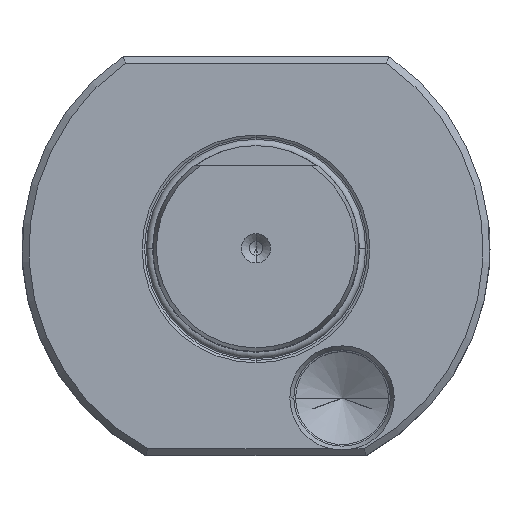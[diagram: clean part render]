
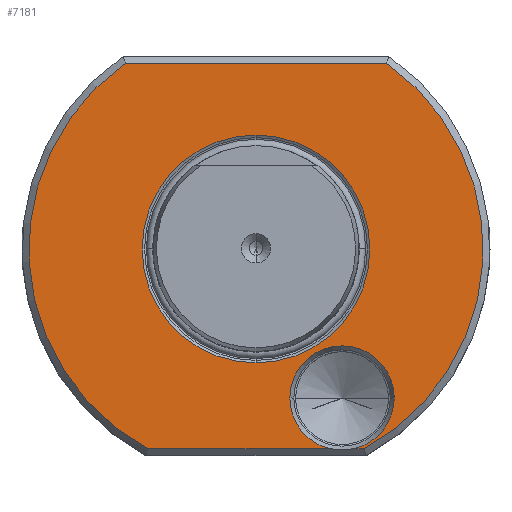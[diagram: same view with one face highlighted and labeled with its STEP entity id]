
A CAD part, top view. The second image highlights one B-rep face of the part: STEP entity #7181.
In plain terms, the highlighted planar face has unit normal (0, 0, 1).
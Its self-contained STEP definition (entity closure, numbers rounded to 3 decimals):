
#2010=DIRECTION('',(-1,0,0));
#2011=VECTOR('',#2010,37.947);
#2012=CARTESIAN_POINT('',(18.974,27,0.5));
#2013=LINE('',#2012,#2011);
#2014=CARTESIAN_POINT('',(0,0,0.5));
#2015=DIRECTION('',(0,0,1));
#2016=DIRECTION('',(0.477,-0.879,0));
#2017=AXIS2_PLACEMENT_3D('',#2014,#2015,#2016);
#2019=DIRECTION('',(1,0,0));
#2020=VECTOR('',#2019,1.403);
#2021=CARTESIAN_POINT('',(14.345,-29,0.5));
#2022=LINE('',#2021,#2020);
#2023=CARTESIAN_POINT('',(12.5,-21.651,0.5));
#2024=DIRECTION('',(0,0,1));
#2025=DIRECTION('',(0.244,-0.97,0));
#2026=AXIS2_PLACEMENT_3D('',#2023,#2024,#2025);
#2028=CARTESIAN_POINT('',(12.5,-21.651,0.5));
#2029=DIRECTION('',(0,0,1));
#2030=DIRECTION('',(1,0,0));
#2031=AXIS2_PLACEMENT_3D('',#2028,#2029,#2030);
#2033=CARTESIAN_POINT('',(12.5,-21.651,0.5));
#2034=DIRECTION('',(0,0,1));
#2035=DIRECTION('',(-1,0,0));
#2036=AXIS2_PLACEMENT_3D('',#2033,#2034,#2035);
#2038=DIRECTION('',(1,0,0));
#2039=VECTOR('',#2038,26.403);
#2040=CARTESIAN_POINT('',(-15.748,-29,0.5));
#2041=LINE('',#2040,#2039);
#2042=CARTESIAN_POINT('',(0,0,0.5));
#2043=DIRECTION('',(0,0,1));
#2044=DIRECTION('',(-0.575,0.818,0));
#2045=AXIS2_PLACEMENT_3D('',#2042,#2043,#2044);
#2055=CARTESIAN_POINT('',(0,0,0.5));
#2056=DIRECTION('',(0,0,1));
#2057=DIRECTION('',(0,1,0));
#2058=AXIS2_PLACEMENT_3D('',#2055,#2056,#2057);
#2060=CARTESIAN_POINT('',(0,0,0.5));
#2061=DIRECTION('',(0,0,-1));
#2062=DIRECTION('',(0,1,0));
#2063=AXIS2_PLACEMENT_3D('',#2060,#2061,#2062);
#2940=CARTESIAN_POINT('',(-18.974,27,0.5));
#2950=CARTESIAN_POINT('',(-15.748,-29,0.5));
#2972=CARTESIAN_POINT('',(18.974,27,0.5));
#2974=CARTESIAN_POINT('',(15.748,-29,0.5));
#4277=CARTESIAN_POINT('',(0,16.55,0.5));
#4279=VERTEX_POINT('',#4277);
#4283=CARTESIAN_POINT('',(0,-16.55,0.5));
#4285=VERTEX_POINT('',#4283);
#4481=CARTESIAN_POINT('',(20.078,-21.651,0.5));
#4482=CARTESIAN_POINT('',(4.923,-21.651,0.5));
#4483=VERTEX_POINT('',#4481);
#4484=VERTEX_POINT('',#4482);
#4587=VERTEX_POINT('',#2940);
#4591=VERTEX_POINT('',#2972);
#4604=VERTEX_POINT('',#2974);
#4606=CARTESIAN_POINT('',(14.345,-29,0.5));
#4607=VERTEX_POINT('',#4606);
#4609=VERTEX_POINT('',#2950);
#4610=CARTESIAN_POINT('',(10.655,-29,0.5));
#4611=VERTEX_POINT('',#4610);
#7153=CARTESIAN_POINT('',(0,0,0.5));
#7154=DIRECTION('',(0,0,-1));
#7155=DIRECTION('',(0,-1,0));
#7156=AXIS2_PLACEMENT_3D('',#7153,#7154,#7155);
#7157=PLANE('',#7156);
#7159=ORIENTED_EDGE('',*,*,#7158,.F.);
#7161=ORIENTED_EDGE('',*,*,#7160,.F.);
#7163=ORIENTED_EDGE('',*,*,#7162,.F.);
#7165=ORIENTED_EDGE('',*,*,#7164,.T.);
#7166=ORIENTED_EDGE('',*,*,#7143,.T.);
#7168=ORIENTED_EDGE('',*,*,#7167,.T.);
#7170=ORIENTED_EDGE('',*,*,#7169,.F.);
#7172=ORIENTED_EDGE('',*,*,#7171,.F.);
#7173=EDGE_LOOP('',(#7159,#7161,#7163,#7165,#7166,#7168,#7170,#7172));
#7174=FACE_OUTER_BOUND('',#7173,.F.);
#7176=ORIENTED_EDGE('',*,*,#7175,.T.);
#7178=ORIENTED_EDGE('',*,*,#7177,.F.);
#7179=EDGE_LOOP('',(#7176,#7178));
#7180=FACE_BOUND('',#7179,.F.);
#7181=ADVANCED_FACE('',(#7174,#7180),#7157,.F.);
#2018=CIRCLE('',#2017,33);
#2027=CIRCLE('',#2026,7.578);
#2032=CIRCLE('',#2031,7.578);
#2037=CIRCLE('',#2036,7.578);
#2046=CIRCLE('',#2045,33);
#2059=CIRCLE('',#2058,16.55);
#2064=CIRCLE('',#2063,16.55);
#7143=EDGE_CURVE('',#4483,#4484,#2032,.T.);
#7158=EDGE_CURVE('',#4591,#4587,#2013,.T.);
#7160=EDGE_CURVE('',#4604,#4591,#2018,.T.);
#7162=EDGE_CURVE('',#4607,#4604,#2022,.T.);
#7164=EDGE_CURVE('',#4607,#4483,#2027,.T.);
#7167=EDGE_CURVE('',#4484,#4611,#2037,.T.);
#7169=EDGE_CURVE('',#4609,#4611,#2041,.T.);
#7171=EDGE_CURVE('',#4587,#4609,#2046,.T.);
#7175=EDGE_CURVE('',#4279,#4285,#2059,.T.);
#7177=EDGE_CURVE('',#4279,#4285,#2064,.T.);
